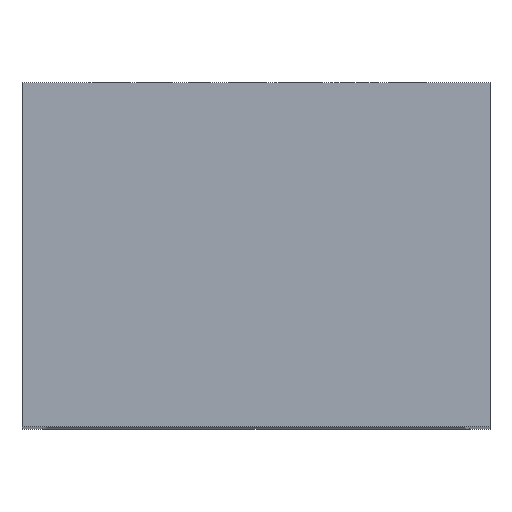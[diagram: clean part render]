
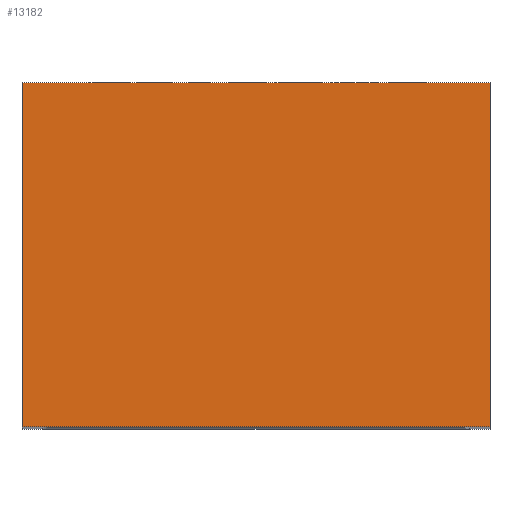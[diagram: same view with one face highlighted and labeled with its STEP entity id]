
A CAD part, top view. The second image highlights one B-rep face of the part: STEP entity #13182.
In plain terms, the highlighted planar face has unit normal (0, 0, 1).
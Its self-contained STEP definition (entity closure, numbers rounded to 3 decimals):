
#754=PLANE('',#13716);
#1917=FACE_OUTER_BOUND('',#2672,.T.);
#2672=EDGE_LOOP('',(#12448,#12449,#12450,#12451));
#3860=LINE('',#22895,#5265);
#4098=LINE('',#23883,#5503);
#4104=LINE('',#23894,#5509);
#4105=LINE('',#23896,#5510);
#5265=VECTOR('',#15726,10.);
#5503=VECTOR('',#16120,10.);
#5509=VECTOR('',#16134,10.);
#5510=VECTOR('',#16137,10.);
#6583=VERTEX_POINT('',#22892);
#6584=VERTEX_POINT('',#22894);
#6775=VERTEX_POINT('',#23880);
#6776=VERTEX_POINT('',#23882);
#8380=EDGE_CURVE('',#6583,#6584,#3860,.T.);
#8666=EDGE_CURVE('',#6775,#6776,#4098,.T.);
#8672=EDGE_CURVE('',#6583,#6776,#4104,.T.);
#8673=EDGE_CURVE('',#6584,#6775,#4105,.T.);
#12448=ORIENTED_EDGE('',*,*,#8380,.F.);
#12449=ORIENTED_EDGE('',*,*,#8672,.T.);
#12450=ORIENTED_EDGE('',*,*,#8666,.F.);
#12451=ORIENTED_EDGE('',*,*,#8673,.F.);
#13182=ADVANCED_FACE('',(#1917),#754,.T.);
#13716=AXIS2_PLACEMENT_3D('',#23895,#16135,#16136);
#15726=DIRECTION('',(-1.,0.,0.));
#16120=DIRECTION('',(1.,0.,0.));
#16134=DIRECTION('',(0.,1.,0.));
#16135=DIRECTION('center_axis',(0.,0.,1.));
#16136=DIRECTION('ref_axis',(1.,0.,0.));
#16137=DIRECTION('',(0.,1.,0.));
#22892=CARTESIAN_POINT('',(59.,-2.5,9.));
#22894=CARTESIAN_POINT('',(-9.,-2.5,9.));
#22895=CARTESIAN_POINT('',(59.,-2.5,9.));
#23880=CARTESIAN_POINT('',(-9.,47.5,9.));
#23882=CARTESIAN_POINT('',(59.,47.5,9.));
#23883=CARTESIAN_POINT('',(59.,47.5,9.));
#23894=CARTESIAN_POINT('',(59.,-2.5,9.));
#23895=CARTESIAN_POINT('Origin',(-9.,-2.5,9.));
#23896=CARTESIAN_POINT('',(-9.,-2.5,9.));
